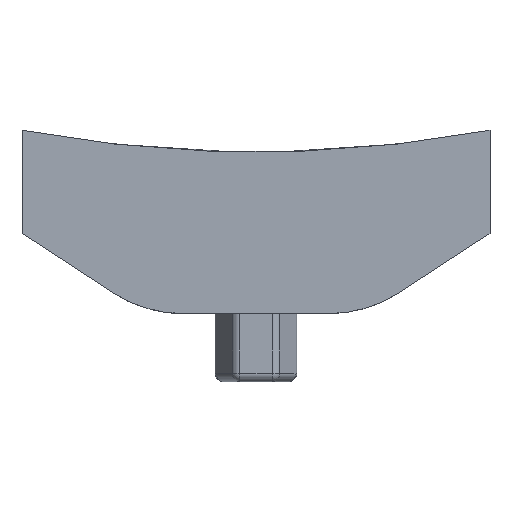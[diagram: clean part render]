
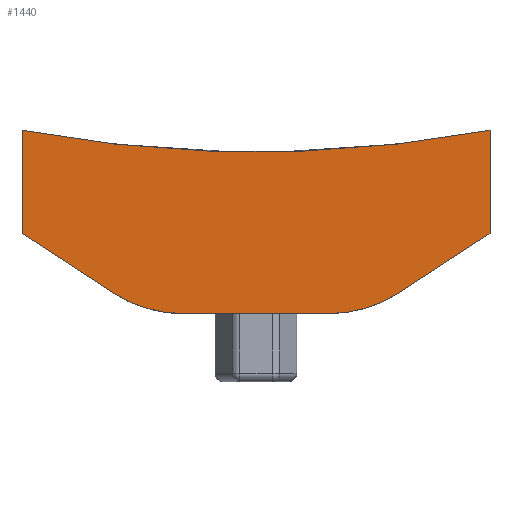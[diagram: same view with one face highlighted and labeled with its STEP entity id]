
A CAD part, front view. The second image highlights one B-rep face of the part: STEP entity #1440.
In plain terms, the highlighted planar face has unit normal (0, -1, 0).
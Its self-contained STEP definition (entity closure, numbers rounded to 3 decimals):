
#88 = VERTEX_POINT ( 'NONE', #1649 ) ;
#125 = EDGE_CURVE ( 'NONE', #1419, #1312, #1380, .T. ) ;
#144 = CARTESIAN_POINT ( 'NONE',  ( -16.726, -1.5, -8.35 ) ) ;
#156 = VERTEX_POINT ( 'NONE', #144 ) ;
#179 = VECTOR ( 'NONE', #775, 1000. ) ;
#216 = LINE ( 'NONE', #1251, #1077 ) ;
#302 = DIRECTION ( 'NONE',  ( 0., -1., 0. ) ) ;
#312 = CIRCLE ( 'NONE', #1728, 15. ) ;
#321 = DIRECTION ( 'NONE',  ( 0., 0., -1. ) ) ;
#357 = CARTESIAN_POINT ( 'NONE',  ( 16.726, -1.5, -8.35 ) ) ;
#436 = EDGE_CURVE ( 'NONE', #1767, #156, #1234, .T. ) ;
#463 = DIRECTION ( 'NONE',  ( 0., 0., 1. ) ) ;
#492 = DIRECTION ( 'NONE',  ( -1., 0., 0. ) ) ;
#536 = CIRCLE ( 'NONE', #672, 150. ) ;
#582 = VERTEX_POINT ( 'NONE', #1834 ) ;
#606 = ORIENTED_EDGE ( 'NONE', *, *, #1752, .F. ) ;
#607 = DIRECTION ( 'NONE',  ( 0., 0., 1. ) ) ;
#639 = LINE ( 'NONE', #1076, #1041 ) ;
#654 = CARTESIAN_POINT ( 'NONE',  ( -8.557, -1.5, -10.77 ) ) ;
#666 = VECTOR ( 'NONE', #1976, 1000. ) ;
#672 = AXIS2_PLACEMENT_3D ( 'NONE', #736, #302, #1802 ) ;
#692 = DIRECTION ( 'NONE',  ( 0., 1., 0. ) ) ;
#721 = EDGE_CURVE ( 'NONE', #1767, #1939, #1808, .T. ) ;
#736 = CARTESIAN_POINT ( 'NONE',  ( 0., -1.5, 158.228 ) ) ;
#775 = DIRECTION ( 'NONE',  ( 0., 0., 1. ) ) ;
#778 = EDGE_CURVE ( 'NONE', #582, #1312, #639, .T. ) ;
#925 = CARTESIAN_POINT ( 'NONE',  ( -8.557, -1.5, 4.23 ) ) ;
#932 = DIRECTION ( 'NONE',  ( 0., -1., 0. ) ) ;
#1037 = CARTESIAN_POINT ( 'NONE',  ( -27.5, -1.5, -1.354 ) ) ;
#1041 = VECTOR ( 'NONE', #321, 1000. ) ;
#1051 = ORIENTED_EDGE ( 'NONE', *, *, #436, .T. ) ;
#1076 = CARTESIAN_POINT ( 'NONE',  ( 27.5, -1.5, -10.77 ) ) ;
#1077 = VECTOR ( 'NONE', #492, 1000. ) ;
#1099 = CARTESIAN_POINT ( 'NONE',  ( -27.5, -1.5, -10.77 ) ) ;
#1105 = CIRCLE ( 'NONE', #1799, 15. ) ;
#1191 = ORIENTED_EDGE ( 'NONE', *, *, #1643, .T. ) ;
#1206 = FACE_OUTER_BOUND ( 'NONE', #1765, .T. ) ;
#1208 = CARTESIAN_POINT ( 'NONE',  ( 8.557, -1.5, 4.23 ) ) ;
#1215 = ORIENTED_EDGE ( 'NONE', *, *, #778, .F. ) ;
#1234 = LINE ( 'NONE', #1881, #1851 ) ;
#1246 = EDGE_CURVE ( 'NONE', #88, #1419, #1105, .T. ) ;
#1251 = CARTESIAN_POINT ( 'NONE',  ( 27.5, -1.5, -10.77 ) ) ;
#1266 = ORIENTED_EDGE ( 'NONE', *, *, #721, .F. ) ;
#1279 = PLANE ( 'NONE',  #1685 ) ;
#1288 = DIRECTION ( 'NONE',  ( 0., 0., 1. ) ) ;
#1299 = CARTESIAN_POINT ( 'NONE',  ( -27.5, -1.5, 10.77 ) ) ;
#1312 = VERTEX_POINT ( 'NONE', #1569 ) ;
#1342 = VERTEX_POINT ( 'NONE', #654 ) ;
#1371 = DIRECTION ( 'NONE',  ( 0., -1., 0. ) ) ;
#1380 = LINE ( 'NONE', #1822, #666 ) ;
#1419 = VERTEX_POINT ( 'NONE', #357 ) ;
#1433 = DIRECTION ( 'NONE',  ( 0.839, 0., -0.545 ) ) ;
#1440 = ADVANCED_FACE ( 'NONE', ( #1206 ), #1279, .F. ) ;
#1558 = ORIENTED_EDGE ( 'NONE', *, *, #1826, .F. ) ;
#1569 = CARTESIAN_POINT ( 'NONE',  ( 27.5, -1.5, -1.354 ) ) ;
#1602 = CARTESIAN_POINT ( 'NONE',  ( 0., -1.5, 158.228 ) ) ;
#1643 = EDGE_CURVE ( 'NONE', #156, #1342, #312, .T. ) ;
#1649 = CARTESIAN_POINT ( 'NONE',  ( 8.557, -1.5, -10.77 ) ) ;
#1685 = AXIS2_PLACEMENT_3D ( 'NONE', #1602, #692, #1288 ) ;
#1728 = AXIS2_PLACEMENT_3D ( 'NONE', #925, #932, #463 ) ;
#1752 = EDGE_CURVE ( 'NONE', #1939, #582, #536, .T. ) ;
#1765 = EDGE_LOOP ( 'NONE', ( #1051, #1191, #1558, #1917, #1930, #1215, #606, #1266 ) ) ;
#1767 = VERTEX_POINT ( 'NONE', #1037 ) ;
#1799 = AXIS2_PLACEMENT_3D ( 'NONE', #1208, #1371, #607 ) ;
#1802 = DIRECTION ( 'NONE',  ( 0., 0., 1. ) ) ;
#1808 = LINE ( 'NONE', #1099, #179 ) ;
#1822 = CARTESIAN_POINT ( 'NONE',  ( 27.5, -1.5, -1.354 ) ) ;
#1826 = EDGE_CURVE ( 'NONE', #88, #1342, #216, .T. ) ;
#1834 = CARTESIAN_POINT ( 'NONE',  ( 27.5, -1.5, 10.77 ) ) ;
#1851 = VECTOR ( 'NONE', #1433, 1000. ) ;
#1881 = CARTESIAN_POINT ( 'NONE',  ( -13., -1.5, -10.77 ) ) ;
#1917 = ORIENTED_EDGE ( 'NONE', *, *, #1246, .T. ) ;
#1930 = ORIENTED_EDGE ( 'NONE', *, *, #125, .T. ) ;
#1939 = VERTEX_POINT ( 'NONE', #1299 ) ;
#1976 = DIRECTION ( 'NONE',  ( 0.839, 0., 0.545 ) ) ;
